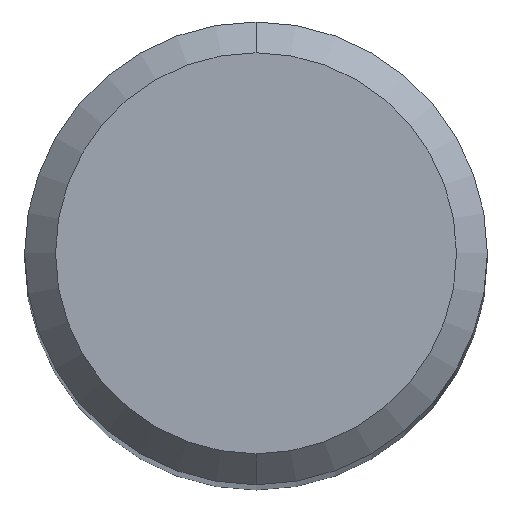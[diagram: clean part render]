
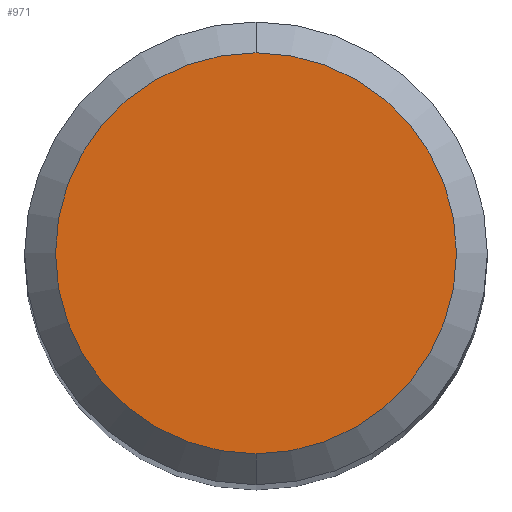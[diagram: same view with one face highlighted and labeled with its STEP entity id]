
A CAD part, top view. The second image highlights one B-rep face of the part: STEP entity #971.
In plain terms, the highlighted planar face has unit normal (0, 0, 1).
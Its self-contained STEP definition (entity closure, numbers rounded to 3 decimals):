
#561=VERTEX_POINT('',#1258);
#839=EDGE_CURVE('',#561,#1021,#1562,.T.);
#889=EDGE_CURVE('',#1021,#561,#1620,.T.);
#971=ADVANCED_FACE('',(#1707),#1708,.T.);
#1021=VERTEX_POINT('',#1763);
#1258=CARTESIAN_POINT('',(0.,-2.6,0.0));
#1562=CIRCLE('',#5907,2.6);
#1620=CIRCLE('',#6412,2.6);
#1707=FACE_OUTER_BOUND('',#6962,.T.);
#1708=PLANE('',#6963);
#1763=CARTESIAN_POINT('',(0.0,2.6,0.0));
#5907=AXIS2_PLACEMENT_3D('',#7618,#7619,#7620);
#6412=AXIS2_PLACEMENT_3D('',#7713,#7714,#7715);
#6962=EDGE_LOOP('',(#7783,#7784));
#6963=AXIS2_PLACEMENT_3D('',#7785,#7786,#7787);
#7618=CARTESIAN_POINT('',(0.0,0.0,0.0));
#7619=DIRECTION('',(0.0,0.0,-1.0));
#7620=DIRECTION('',(0.0,1.0,0.0));
#7713=CARTESIAN_POINT('',(0.0,0.0,0.0));
#7714=DIRECTION('',(0.0,0.0,-1.0));
#7715=DIRECTION('',(0.0,1.0,0.0));
#7783=ORIENTED_EDGE('',*,*,#889,.F.);
#7784=ORIENTED_EDGE('',*,*,#839,.F.);
#7785=CARTESIAN_POINT('',(0.0,1.3,0.0));
#7786=DIRECTION('',(-0.0,0.0,1.0));
#7787=DIRECTION('',(0.0,-1.0,0.0));
